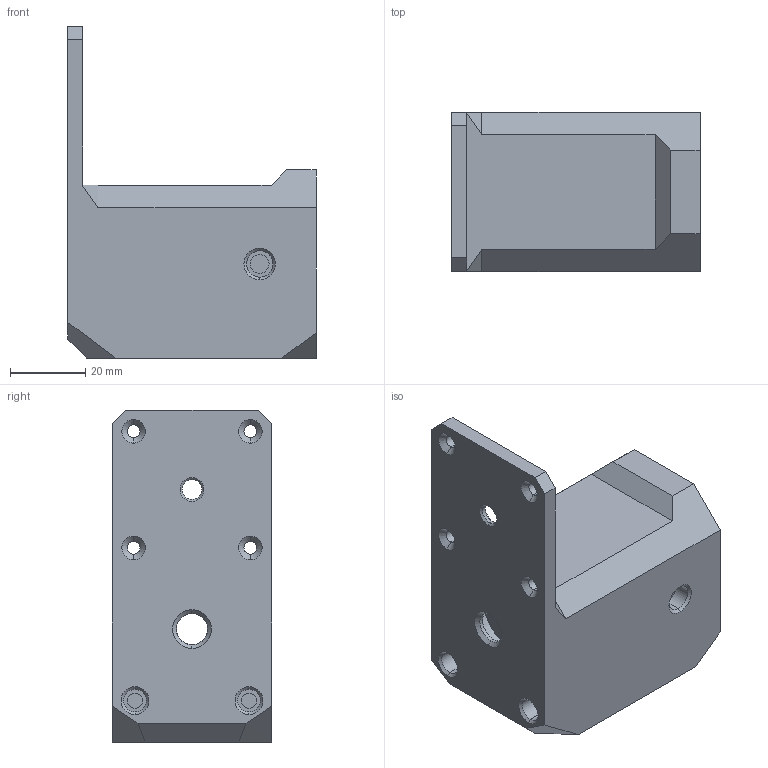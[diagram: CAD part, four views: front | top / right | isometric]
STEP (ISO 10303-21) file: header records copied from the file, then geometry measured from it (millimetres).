
FILE_DESCRIPTION (( 'STEP AP214' ), '1' );
FILE_NAME ('Powder Receptacle.STEP', '2023-10-12T16:23:14', ( '' ), ( '' ), 'SwSTEP 2.0', 'SolidWorks 2023', '' );
FILE_SCHEMA (( 'AUTOMOTIVE_DESIGN' ));
Length unit declared in the file: millimetre
Products named in the file (1): Powder Receptacle
Bounding box: 66 x 42.3 x 88.25 mm (x, y, z)
Volume: 83019.5 mm3; surface area: 24653.9 mm2
Topology: 1 solids, 1 shells, 138 faces, 318 edges, 198 vertices
Faces by surface type: cylinder 48, plane 38, cone 34, bspline 18
Entity records: 6000 total; most frequent: CARTESIAN_POINT 2870, DIRECTION 636, ORIENTED_EDGE 636, EDGE_CURVE 318, AXIS2_PLACEMENT_3D 247, VERTEX_POINT 198, EDGE_LOOP 168, LINE 142
